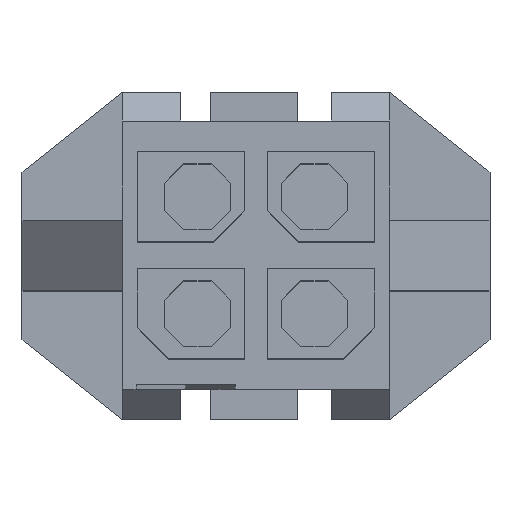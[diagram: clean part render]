
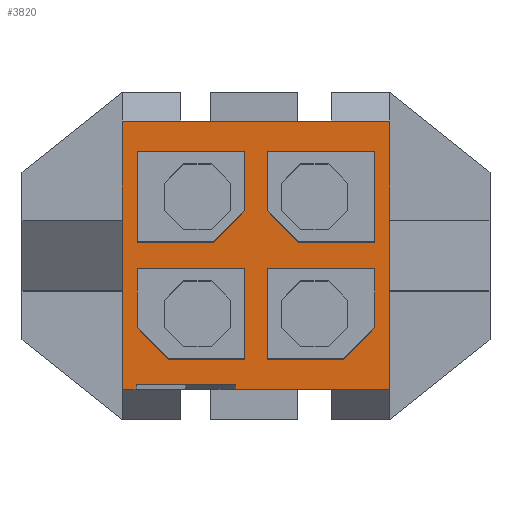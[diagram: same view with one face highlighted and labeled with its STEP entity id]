
A CAD part, top view. The second image highlights one B-rep face of the part: STEP entity #3820.
In plain terms, the highlighted planar face has unit normal (0, 0, 1).
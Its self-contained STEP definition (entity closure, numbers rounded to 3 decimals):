
#29=DIRECTION('',(0.,-1.,0.));
#30=VECTOR('',#29,6.86);
#31=CARTESIAN_POINT('',(-3.43,3.43,0.));
#32=LINE('',#31,#30);
#599=DIRECTION('',(1.,0.,0.));
#600=VECTOR('',#599,3.964);
#601=CARTESIAN_POINT('',(-0.534,-3.43,0.));
#602=LINE('',#601,#600);
#631=DIRECTION('',(1.,0.,0.));
#632=VECTOR('',#631,0.356);
#633=CARTESIAN_POINT('',(-3.43,-3.43,0.));
#634=LINE('',#633,#632);
#635=DIRECTION('',(1.,0.,0.));
#636=VECTOR('',#635,2.54);
#637=CARTESIAN_POINT('',(-3.074,-3.303,0.));
#638=LINE('',#637,#636);
#639=DIRECTION('',(0.,1.,0.));
#640=VECTOR('',#639,0.127);
#641=CARTESIAN_POINT('',(-3.074,-3.43,0.));
#642=LINE('',#641,#640);
#643=DIRECTION('',(1.,0.,0.));
#644=VECTOR('',#643,6.86);
#645=CARTESIAN_POINT('',(-3.43,3.43,0.));
#646=LINE('',#645,#644);
#647=DIRECTION('',(0.,1.,0.));
#648=VECTOR('',#647,0.127);
#649=CARTESIAN_POINT('',(-0.534,-3.43,0.));
#650=LINE('',#649,#648);
#651=DIRECTION('',(0.,-1.,0.));
#652=VECTOR('',#651,1.51);
#653=CARTESIAN_POINT('',(-0.3,2.655,0.));
#654=LINE('',#653,#652);
#655=DIRECTION('',(1.,0.,0.));
#656=VECTOR('',#655,2.75);
#657=CARTESIAN_POINT('',(-3.05,2.655,0.));
#658=LINE('',#657,#656);
#659=DIRECTION('',(0.,1.,0.));
#660=VECTOR('',#659,2.31);
#661=CARTESIAN_POINT('',(-3.05,0.345,0.));
#662=LINE('',#661,#660);
#663=DIRECTION('',(-1.,0.,0.));
#664=VECTOR('',#663,1.95);
#665=CARTESIAN_POINT('',(-1.1,0.345,0.));
#666=LINE('',#665,#664);
#667=DIRECTION('',(-0.707,-0.707,0.));
#668=VECTOR('',#667,1.131);
#669=CARTESIAN_POINT('',(-0.3,1.145,0.));
#670=LINE('',#669,#668);
#671=DIRECTION('',(-0.707,0.707,0.));
#672=VECTOR('',#671,1.131);
#673=CARTESIAN_POINT('',(-2.25,-2.655,0.));
#674=LINE('',#673,#672);
#675=DIRECTION('',(-1.,0.,0.));
#676=VECTOR('',#675,1.95);
#677=CARTESIAN_POINT('',(-0.3,-2.655,0.));
#678=LINE('',#677,#676);
#679=DIRECTION('',(0.,-1.,0.));
#680=VECTOR('',#679,2.31);
#681=CARTESIAN_POINT('',(-0.3,-0.345,0.));
#682=LINE('',#681,#680);
#683=DIRECTION('',(1.,0.,0.));
#684=VECTOR('',#683,2.75);
#685=CARTESIAN_POINT('',(-3.05,-0.345,0.));
#686=LINE('',#685,#684);
#687=DIRECTION('',(0.,1.,0.));
#688=VECTOR('',#687,1.51);
#689=CARTESIAN_POINT('',(-3.05,-1.855,0.));
#690=LINE('',#689,#688);
#691=DIRECTION('',(1.,0.,0.));
#692=VECTOR('',#691,2.75);
#693=CARTESIAN_POINT('',(0.3,2.655,0.));
#694=LINE('',#693,#692);
#695=DIRECTION('',(0.,1.,0.));
#696=VECTOR('',#695,1.51);
#697=CARTESIAN_POINT('',(0.3,1.145,0.));
#698=LINE('',#697,#696);
#699=DIRECTION('',(-0.707,0.707,0.));
#700=VECTOR('',#699,1.131);
#701=CARTESIAN_POINT('',(1.1,0.345,0.));
#702=LINE('',#701,#700);
#703=DIRECTION('',(-1.,0.,0.));
#704=VECTOR('',#703,1.95);
#705=CARTESIAN_POINT('',(3.05,0.345,0.));
#706=LINE('',#705,#704);
#707=DIRECTION('',(0.,-1.,0.));
#708=VECTOR('',#707,2.31);
#709=CARTESIAN_POINT('',(3.05,2.655,0.));
#710=LINE('',#709,#708);
#711=DIRECTION('',(-1.,0.,0.));
#712=VECTOR('',#711,1.95);
#713=CARTESIAN_POINT('',(2.25,-2.655,0.));
#714=LINE('',#713,#712);
#715=DIRECTION('',(-0.707,-0.707,0.));
#716=VECTOR('',#715,1.131);
#717=CARTESIAN_POINT('',(3.05,-1.855,0.));
#718=LINE('',#717,#716);
#719=DIRECTION('',(0.,-1.,0.));
#720=VECTOR('',#719,1.51);
#721=CARTESIAN_POINT('',(3.05,-0.345,0.));
#722=LINE('',#721,#720);
#723=DIRECTION('',(1.,0.,0.));
#724=VECTOR('',#723,2.75);
#725=CARTESIAN_POINT('',(0.3,-0.345,0.));
#726=LINE('',#725,#724);
#727=DIRECTION('',(0.,1.,0.));
#728=VECTOR('',#727,2.31);
#729=CARTESIAN_POINT('',(0.3,-2.655,0.));
#730=LINE('',#729,#728);
#859=DIRECTION('',(0.,-1.,0.));
#860=VECTOR('',#859,6.86);
#861=CARTESIAN_POINT('',(3.43,3.43,0.));
#862=LINE('',#861,#860);
#2157=CARTESIAN_POINT('',(-3.43,3.43,0.));
#2158=CARTESIAN_POINT('',(-3.43,-3.43,0.));
#2159=VERTEX_POINT('',#2157);
#2160=VERTEX_POINT('',#2158);
#2163=CARTESIAN_POINT('',(3.43,3.43,0.));
#2164=CARTESIAN_POINT('',(3.43,-3.43,0.));
#2165=VERTEX_POINT('',#2163);
#2166=VERTEX_POINT('',#2164);
#2273=CARTESIAN_POINT('',(-0.3,2.655,0.));
#2274=CARTESIAN_POINT('',(-0.3,1.145,0.));
#2275=VERTEX_POINT('',#2273);
#2276=VERTEX_POINT('',#2274);
#2277=CARTESIAN_POINT('',(-1.1,0.345,0.));
#2278=VERTEX_POINT('',#2277);
#2279=CARTESIAN_POINT('',(-3.05,0.345,0.));
#2280=VERTEX_POINT('',#2279);
#2281=CARTESIAN_POINT('',(-3.05,2.655,0.));
#2282=VERTEX_POINT('',#2281);
#2283=CARTESIAN_POINT('',(-2.25,-2.655,0.));
#2284=CARTESIAN_POINT('',(-3.05,-1.855,0.));
#2285=VERTEX_POINT('',#2283);
#2286=VERTEX_POINT('',#2284);
#2287=CARTESIAN_POINT('',(-3.05,-0.345,0.));
#2288=VERTEX_POINT('',#2287);
#2289=CARTESIAN_POINT('',(-0.3,-0.345,0.));
#2290=VERTEX_POINT('',#2289);
#2291=CARTESIAN_POINT('',(-0.3,-2.655,0.));
#2292=VERTEX_POINT('',#2291);
#2293=CARTESIAN_POINT('',(0.3,2.655,0.));
#2294=CARTESIAN_POINT('',(3.05,2.655,0.));
#2295=VERTEX_POINT('',#2293);
#2296=VERTEX_POINT('',#2294);
#2297=CARTESIAN_POINT('',(3.05,0.345,0.));
#2298=VERTEX_POINT('',#2297);
#2299=CARTESIAN_POINT('',(1.1,0.345,0.));
#2300=VERTEX_POINT('',#2299);
#2301=CARTESIAN_POINT('',(0.3,1.145,0.));
#2302=VERTEX_POINT('',#2301);
#2303=CARTESIAN_POINT('',(2.25,-2.655,0.));
#2304=CARTESIAN_POINT('',(0.3,-2.655,0.));
#2305=VERTEX_POINT('',#2303);
#2306=VERTEX_POINT('',#2304);
#2307=CARTESIAN_POINT('',(0.3,-0.345,0.));
#2308=VERTEX_POINT('',#2307);
#2309=CARTESIAN_POINT('',(3.05,-0.345,0.));
#2310=VERTEX_POINT('',#2309);
#2311=CARTESIAN_POINT('',(3.05,-1.855,0.));
#2312=VERTEX_POINT('',#2311);
#2628=CARTESIAN_POINT('',(-3.074,-3.303,0.));
#2629=CARTESIAN_POINT('',(-0.534,-3.303,0.));
#2630=VERTEX_POINT('',#2628);
#2631=VERTEX_POINT('',#2629);
#2632=CARTESIAN_POINT('',(-3.074,-3.43,0.));
#2633=VERTEX_POINT('',#2632);
#2634=CARTESIAN_POINT('',(-0.534,-3.43,0.));
#2635=VERTEX_POINT('',#2634);
#3753=CARTESIAN_POINT('',(-3.43,3.43,0.));
#3754=DIRECTION('',(0.,0.,1.));
#3755=DIRECTION('',(0.,-1.,0.));
#3756=AXIS2_PLACEMENT_3D('',#3753,#3754,#3755);
#3757=PLANE('',#3756);
#3759=ORIENTED_EDGE('',*,*,#3758,.F.);
#3760=ORIENTED_EDGE('',*,*,#3743,.F.);
#3761=ORIENTED_EDGE('',*,*,#3733,.F.);
#3762=ORIENTED_EDGE('',*,*,#2813,.F.);
#3764=ORIENTED_EDGE('',*,*,#3763,.T.);
#3766=ORIENTED_EDGE('',*,*,#3765,.T.);
#3767=ORIENTED_EDGE('',*,*,#3712,.F.);
#3769=ORIENTED_EDGE('',*,*,#3768,.T.);
#3770=EDGE_LOOP('',(#3759,#3760,#3761,#3762,#3764,#3766,#3767,#3769));
#3771=FACE_OUTER_BOUND('',#3770,.F.);
#3773=ORIENTED_EDGE('',*,*,#3772,.F.);
#3775=ORIENTED_EDGE('',*,*,#3774,.F.);
#3777=ORIENTED_EDGE('',*,*,#3776,.F.);
#3779=ORIENTED_EDGE('',*,*,#3778,.F.);
#3781=ORIENTED_EDGE('',*,*,#3780,.F.);
#3782=EDGE_LOOP('',(#3773,#3775,#3777,#3779,#3781));
#3783=FACE_BOUND('',#3782,.F.);
#3785=ORIENTED_EDGE('',*,*,#3784,.F.);
#3787=ORIENTED_EDGE('',*,*,#3786,.F.);
#3789=ORIENTED_EDGE('',*,*,#3788,.F.);
#3791=ORIENTED_EDGE('',*,*,#3790,.F.);
#3793=ORIENTED_EDGE('',*,*,#3792,.F.);
#3794=EDGE_LOOP('',(#3785,#3787,#3789,#3791,#3793));
#3795=FACE_BOUND('',#3794,.F.);
#3797=ORIENTED_EDGE('',*,*,#3796,.F.);
#3799=ORIENTED_EDGE('',*,*,#3798,.F.);
#3801=ORIENTED_EDGE('',*,*,#3800,.F.);
#3803=ORIENTED_EDGE('',*,*,#3802,.F.);
#3805=ORIENTED_EDGE('',*,*,#3804,.F.);
#3806=EDGE_LOOP('',(#3797,#3799,#3801,#3803,#3805));
#3807=FACE_BOUND('',#3806,.F.);
#3809=ORIENTED_EDGE('',*,*,#3808,.F.);
#3811=ORIENTED_EDGE('',*,*,#3810,.F.);
#3813=ORIENTED_EDGE('',*,*,#3812,.F.);
#3815=ORIENTED_EDGE('',*,*,#3814,.F.);
#3817=ORIENTED_EDGE('',*,*,#3816,.F.);
#3818=EDGE_LOOP('',(#3809,#3811,#3813,#3815,#3817));
#3819=FACE_BOUND('',#3818,.F.);
#3820=ADVANCED_FACE('',(#3771,#3783,#3795,#3807,#3819),#3757,.T.);
#2813=EDGE_CURVE('',#2159,#2160,#32,.T.);
#3712=EDGE_CURVE('',#2635,#2166,#602,.T.);
#3733=EDGE_CURVE('',#2160,#2633,#634,.T.);
#3743=EDGE_CURVE('',#2633,#2630,#642,.T.);
#3758=EDGE_CURVE('',#2630,#2631,#638,.T.);
#3763=EDGE_CURVE('',#2159,#2165,#646,.T.);
#3765=EDGE_CURVE('',#2165,#2166,#862,.T.);
#3768=EDGE_CURVE('',#2635,#2631,#650,.T.);
#3772=EDGE_CURVE('',#2275,#2276,#654,.T.);
#3774=EDGE_CURVE('',#2282,#2275,#658,.T.);
#3776=EDGE_CURVE('',#2280,#2282,#662,.T.);
#3778=EDGE_CURVE('',#2278,#2280,#666,.T.);
#3780=EDGE_CURVE('',#2276,#2278,#670,.T.);
#3784=EDGE_CURVE('',#2285,#2286,#674,.T.);
#3786=EDGE_CURVE('',#2292,#2285,#678,.T.);
#3788=EDGE_CURVE('',#2290,#2292,#682,.T.);
#3790=EDGE_CURVE('',#2288,#2290,#686,.T.);
#3792=EDGE_CURVE('',#2286,#2288,#690,.T.);
#3796=EDGE_CURVE('',#2295,#2296,#694,.T.);
#3798=EDGE_CURVE('',#2302,#2295,#698,.T.);
#3800=EDGE_CURVE('',#2300,#2302,#702,.T.);
#3802=EDGE_CURVE('',#2298,#2300,#706,.T.);
#3804=EDGE_CURVE('',#2296,#2298,#710,.T.);
#3808=EDGE_CURVE('',#2305,#2306,#714,.T.);
#3810=EDGE_CURVE('',#2312,#2305,#718,.T.);
#3812=EDGE_CURVE('',#2310,#2312,#722,.T.);
#3814=EDGE_CURVE('',#2308,#2310,#726,.T.);
#3816=EDGE_CURVE('',#2306,#2308,#730,.T.);
